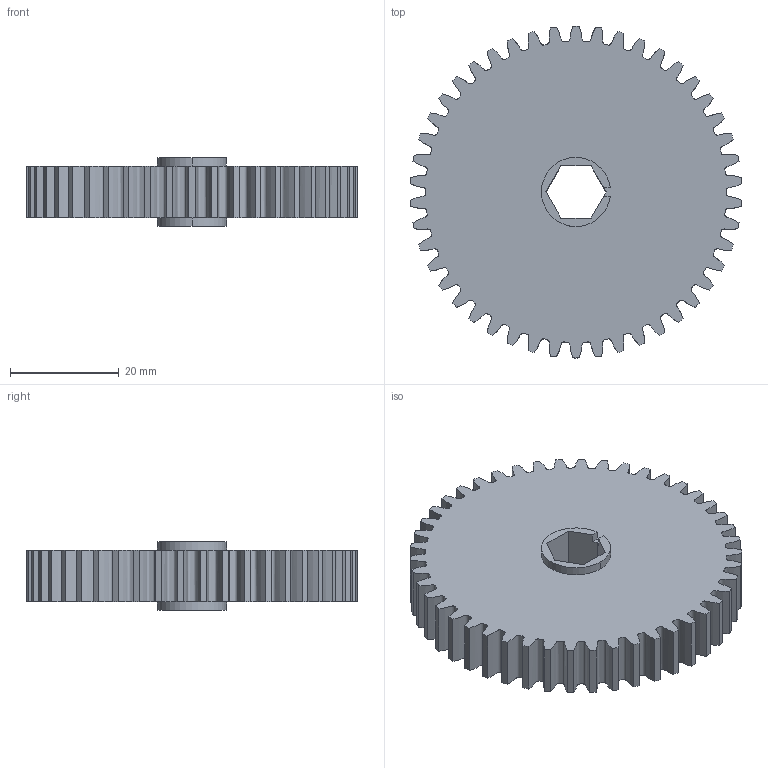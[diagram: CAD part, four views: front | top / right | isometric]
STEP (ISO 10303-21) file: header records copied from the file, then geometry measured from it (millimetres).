
FILE_DESCRIPTION (( 'STEP AP214' ), '1' );
FILE_NAME ('WCP-0696 Rev1.step', '2022-11-24T01:47:32', ( '' ), ( '' ), 'SwSTEP 2.0', 'SolidWorks 2020', '' );
FILE_SCHEMA (( 'AUTOMOTIVE_DESIGN' ));
Length unit declared in the file: inch
Products named in the file (1): WCP-0696 Rev1
Bounding box: 60.88 x 60.96 x 12.65 mm (x, y, z)
Volume: 25592.2 mm3; surface area: 9255.3 mm2
Topology: 1 solids, 1 shells, 109 faces, 318 edges, 212 vertices
Faces by surface type: cylinder 51, bspline 46, plane 12
Entity records: 17386 total; most frequent: CARTESIAN_POINT 14670, ORIENTED_EDGE 636, DIRECTION 456, EDGE_CURVE 318, VERTEX_POINT 212, AXIS2_PLACEMENT_3D 166, LINE 124, VECTOR 124
